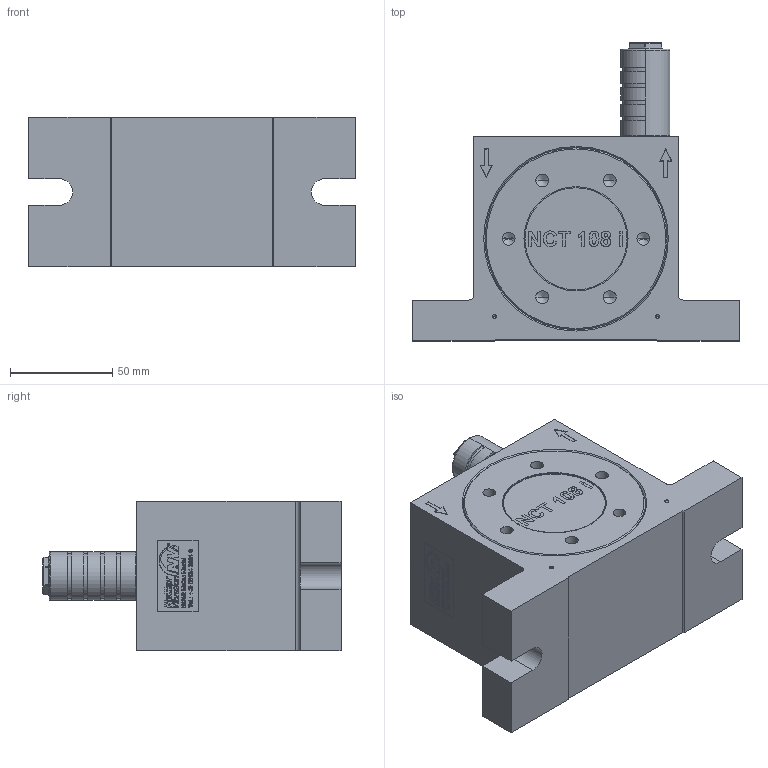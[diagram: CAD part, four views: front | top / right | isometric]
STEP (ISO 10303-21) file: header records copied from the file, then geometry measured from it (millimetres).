
FILE_DESCRIPTION (( 'STEP AP214' ), '1' );
FILE_NAME ('NCT 108i Turbinenvibrator #02760100.STEP', '2022-02-28T09:59:25', ( '' ), ( '' ), 'SwSTEP 2.0', 'SolidWorks 2015', '' );
FILE_SCHEMA (( 'AUTOMOTIVE_DESIGN' ));
Length unit declared in the file: millimetre
Products named in the file (1): NCT 108i Turbinenvibrator #02760100
Bounding box: 160 x 146 x 73 mm (x, y, z)
Volume: 785487.2 mm3; surface area: 79115.3 mm2
Topology: 2 solids, 4 shells, 357 faces, 1550 edges, 1319 vertices
Faces by surface type: plane 215, cylinder 81, cone 32, torus 21, sphere 8
Entity records: 24180 total; most frequent: CARTESIAN_POINT 9139, ORIENTED_EDGE 3056, DIRECTION 1990, EDGE_CURVE 1528, VERTEX_POINT 1319, VECTOR 810, LINE 810, AXIS2_PLACEMENT_3D 590
